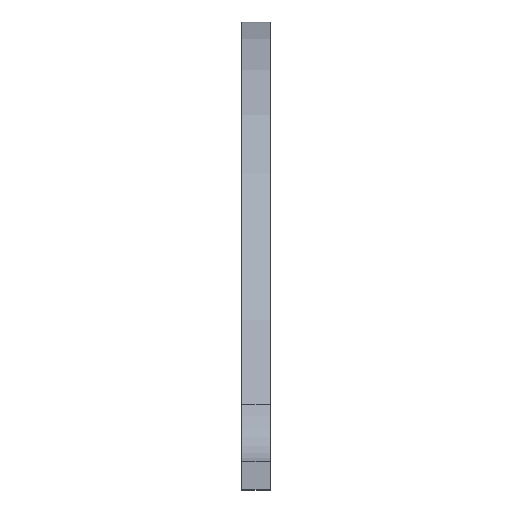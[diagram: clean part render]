
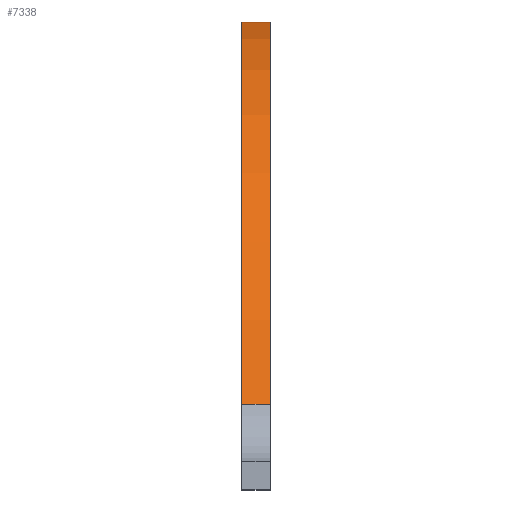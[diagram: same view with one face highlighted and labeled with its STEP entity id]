
A CAD part, front view. The second image highlights one B-rep face of the part: STEP entity #7338.
In plain terms, the highlighted cylindrical face has radius 226 mm (diameter 452 mm), a partial arc.
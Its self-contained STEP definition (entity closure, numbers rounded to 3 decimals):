
#190 = VERTEX_POINT ( 'NONE', #10029 ) ;
#565 = CARTESIAN_POINT ( 'NONE',  ( 6., 349.832, -32. ) ) ;
#593 = CIRCLE ( 'NONE', #10149, 226. ) ;
#772 = CARTESIAN_POINT ( 'NONE',  ( 0., 349.832, -32. ) ) ;
#937 = CARTESIAN_POINT ( 'NONE',  ( -6., 132.67, 30.585 ) ) ;
#1620 = VERTEX_POINT ( 'NONE', #2343 ) ;
#1626 = EDGE_LOOP ( 'NONE', ( #7118, #3681, #3838, #3807 ) ) ;
#1722 = DIRECTION ( 'NONE',  ( -1., 0., 0. ) ) ;
#1743 = CARTESIAN_POINT ( 'NONE',  ( -6., 475.163, 156.064 ) ) ;
#1753 = EDGE_CURVE ( 'NONE', #1620, #190, #3777, .T. ) ;
#1880 = DIRECTION ( 'NONE',  ( -1., 0., 0. ) ) ;
#2282 = LINE ( 'NONE', #937, #6670 ) ;
#2343 = CARTESIAN_POINT ( 'NONE',  ( -6., 132.67, 30.585 ) ) ;
#3213 = LINE ( 'NONE', #1743, #9905 ) ;
#3459 = EDGE_CURVE ( 'NONE', #190, #5421, #3213, .T. ) ;
#3681 = ORIENTED_EDGE ( 'NONE', *, *, #3459, .F. ) ;
#3777 = CIRCLE ( 'NONE', #7374, 226. ) ;
#3807 = ORIENTED_EDGE ( 'NONE', *, *, #3969, .T. ) ;
#3838 = ORIENTED_EDGE ( 'NONE', *, *, #1753, .F. ) ;
#3969 = EDGE_CURVE ( 'NONE', #1620, #8120, #2282, .T. ) ;
#4255 = CARTESIAN_POINT ( 'NONE',  ( 6., 132.67, 30.585 ) ) ;
#4651 = CARTESIAN_POINT ( 'NONE',  ( -6., 349.832, -32. ) ) ;
#4705 = EDGE_CURVE ( 'NONE', #8120, #5421, #593, .T. ) ;
#5421 = VERTEX_POINT ( 'NONE', #7418 ) ;
#5779 = DIRECTION ( 'NONE',  ( 0., -0.961, 0.277 ) ) ;
#6188 = CYLINDRICAL_SURFACE ( 'NONE', #9075, 226. ) ;
#6670 = VECTOR ( 'NONE', #8020, 1000. ) ;
#6890 = DIRECTION ( 'NONE',  ( 0., 0., 1. ) ) ;
#7118 = ORIENTED_EDGE ( 'NONE', *, *, #4705, .T. ) ;
#7338 = ADVANCED_FACE ( 'NONE', ( #10287 ), #6188, .T. ) ;
#7374 = AXIS2_PLACEMENT_3D ( 'NONE', #4651, #1880, #10746 ) ;
#7418 = CARTESIAN_POINT ( 'NONE',  ( 6., 475.163, 156.064 ) ) ;
#8020 = DIRECTION ( 'NONE',  ( 1., 0., 0. ) ) ;
#8120 = VERTEX_POINT ( 'NONE', #4255 ) ;
#9075 = AXIS2_PLACEMENT_3D ( 'NONE', #772, #9544, #6890 ) ;
#9544 = DIRECTION ( 'NONE',  ( -1., 0., 0. ) ) ;
#9905 = VECTOR ( 'NONE', #10532, 1000. ) ;
#10029 = CARTESIAN_POINT ( 'NONE',  ( -6., 475.163, 156.064 ) ) ;
#10149 = AXIS2_PLACEMENT_3D ( 'NONE', #565, #1722, #5779 ) ;
#10287 = FACE_OUTER_BOUND ( 'NONE', #1626, .T. ) ;
#10532 = DIRECTION ( 'NONE',  ( 1., 0., 0. ) ) ;
#10746 = DIRECTION ( 'NONE',  ( 0., -0.961, 0.277 ) ) ;
